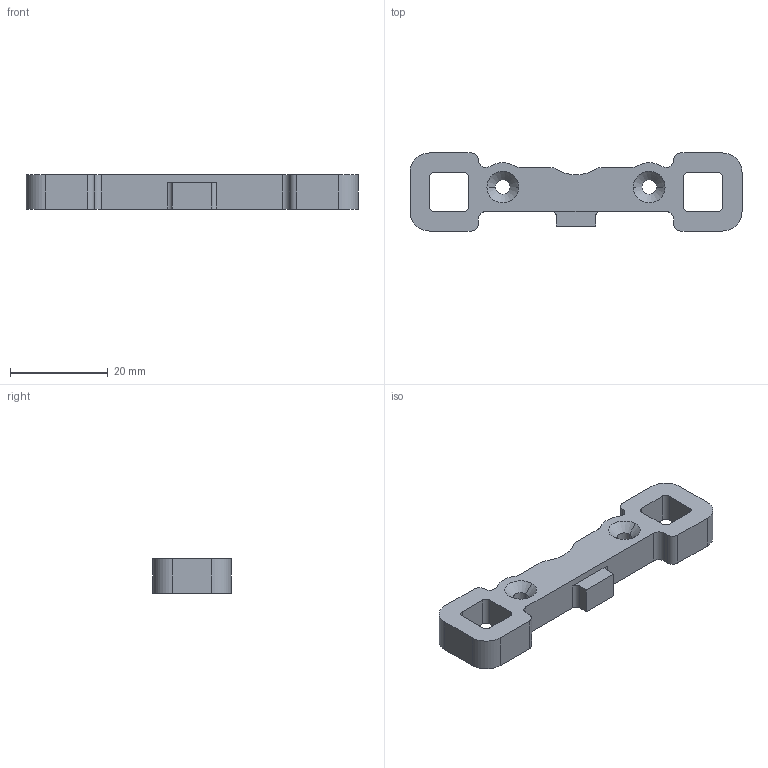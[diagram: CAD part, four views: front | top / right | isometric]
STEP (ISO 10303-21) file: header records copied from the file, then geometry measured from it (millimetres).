
FILE_DESCRIPTION (( 'STEP AP203' ), '1' );
FILE_NAME ('Cale 3.STEP', '2023-05-30T07:40:01', ( '' ), ( '' ), 'SwSTEP 2.0', 'SolidWorks 2015', '' );
FILE_SCHEMA (( 'CONFIG_CONTROL_DESIGN' ));
Length unit declared in the file: millimetre
Products named in the file (1): Cale 3
Bounding box: 68 x 16 x 7 mm (x, y, z)
Volume: 4592.4 mm3; surface area: 3142.5 mm2
Topology: 1 solids, 1 shells, 82 faces, 230 edges, 152 vertices
Faces by surface type: cylinder 43, plane 35, cone 4
Entity records: 2765 total; most frequent: DIRECTION 486, CARTESIAN_POINT 465, ORIENTED_EDGE 460, EDGE_CURVE 230, AXIS2_PLACEMENT_3D 173, VERTEX_POINT 152, VECTOR 140, LINE 140
